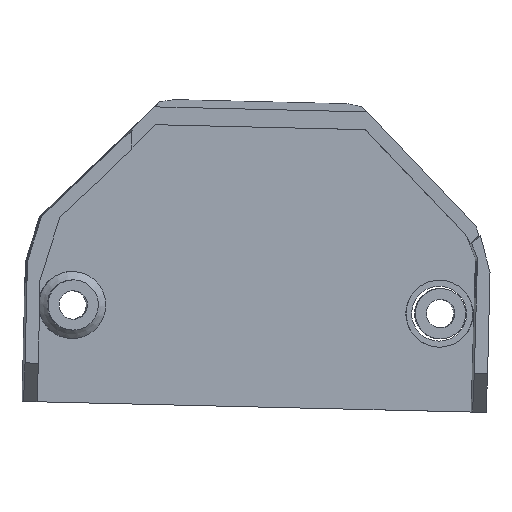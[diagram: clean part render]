
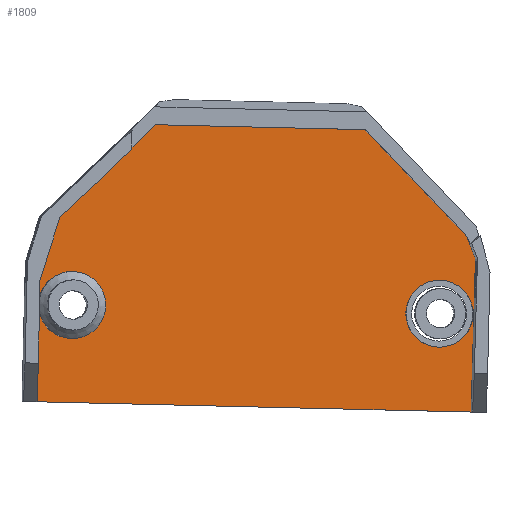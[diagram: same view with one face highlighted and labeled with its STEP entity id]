
A CAD part, front view. The second image highlights one B-rep face of the part: STEP entity #1809.
In plain terms, the highlighted planar face has unit normal (0.016, -1, 0).
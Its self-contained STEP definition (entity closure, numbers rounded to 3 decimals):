
#25=CIRCLE('',#1909,4.);
#26=CIRCLE('',#1910,4.);
#46=FACE_BOUND('',#156,.T.);
#47=FACE_BOUND('',#157,.T.);
#67=FACE_OUTER_BOUND('',#155,.T.);
#155=EDGE_LOOP('',(#1262,#1263,#1264,#1265,#1266,#1267,#1268));
#156=EDGE_LOOP('',(#1269));
#157=EDGE_LOOP('',(#1270));
#294=LINE('',#2566,#544);
#296=LINE('',#2570,#546);
#302=LINE('',#2582,#552);
#303=LINE('',#2584,#553);
#304=LINE('',#2586,#554);
#305=LINE('',#2588,#555);
#306=LINE('',#2589,#556);
#544=VECTOR('',#2067,10.);
#546=VECTOR('',#2071,10.);
#552=VECTOR('',#2083,10.);
#553=VECTOR('',#2084,10.);
#554=VECTOR('',#2085,10.);
#555=VECTOR('',#2086,10.);
#556=VECTOR('',#2087,10.);
#789=VERTEX_POINT('',#2563);
#790=VERTEX_POINT('',#2565);
#791=VERTEX_POINT('',#2569);
#794=VERTEX_POINT('',#2581);
#795=VERTEX_POINT('',#2583);
#796=VERTEX_POINT('',#2585);
#797=VERTEX_POINT('',#2587);
#798=VERTEX_POINT('',#2590);
#799=VERTEX_POINT('',#2592);
#972=EDGE_CURVE('',#789,#790,#294,.T.);
#974=EDGE_CURVE('',#791,#790,#296,.T.);
#980=EDGE_CURVE('',#794,#789,#302,.T.);
#981=EDGE_CURVE('',#794,#795,#303,.T.);
#982=EDGE_CURVE('',#796,#795,#304,.F.);
#983=EDGE_CURVE('',#797,#796,#305,.T.);
#984=EDGE_CURVE('',#797,#791,#306,.T.);
#985=EDGE_CURVE('',#798,#798,#25,.T.);
#986=EDGE_CURVE('',#799,#799,#26,.T.);
#1262=ORIENTED_EDGE('',*,*,#980,.F.);
#1263=ORIENTED_EDGE('',*,*,#981,.T.);
#1264=ORIENTED_EDGE('',*,*,#982,.F.);
#1265=ORIENTED_EDGE('',*,*,#983,.F.);
#1266=ORIENTED_EDGE('',*,*,#984,.T.);
#1267=ORIENTED_EDGE('',*,*,#974,.T.);
#1268=ORIENTED_EDGE('',*,*,#972,.F.);
#1269=ORIENTED_EDGE('',*,*,#985,.T.);
#1270=ORIENTED_EDGE('',*,*,#986,.F.);
#1734=PLANE('',#1908);
#1809=ADVANCED_FACE('',(#67,#46,#47),#1734,.F.);
#1908=AXIS2_PLACEMENT_3D('',#2580,#2081,#2082);
#1909=AXIS2_PLACEMENT_3D('',#2591,#2088,#2089);
#1910=AXIS2_PLACEMENT_3D('',#2593,#2090,#2091);
#2067=DIRECTION('',(1.,0.016,-0.024));
#2071=DIRECTION('',(-0.69,-0.011,0.724));
#2081=DIRECTION('center_axis',(-0.016,1.,0.));
#2082=DIRECTION('ref_axis',(1.,0.016,-0.024));
#2083=DIRECTION('',(0.724,0.012,0.69));
#2084=DIRECTION('',(-0.019,0.,-1.));
#2085=DIRECTION('',(1.,0.016,-0.024));
#2086=DIRECTION('',(-0.028,0.,-1.));
#2087=DIRECTION('',(-0.359,-0.006,0.933));
#2088=DIRECTION('center_axis',(-0.016,1.,0.));
#2089=DIRECTION('ref_axis',(1.,0.016,-0.024));
#2090=DIRECTION('center_axis',(0.016,-1.,0.));
#2091=DIRECTION('ref_axis',(-1.,-0.016,0.024));
#2563=CARTESIAN_POINT('',(-4.385,38.371,15.443));
#2565=CARTESIAN_POINT('',(20.625,38.769,14.852));
#2566=CARTESIAN_POINT('',(15.872,38.693,14.964));
#2569=CARTESIAN_POINT('',(32.847,38.963,2.036));
#2570=CARTESIAN_POINT('',(22.775,38.803,12.597));
#2580=CARTESIAN_POINT('Origin',(7.797,38.565,1.494));
#2581=CARTESIAN_POINT('',(-18.284,38.15,2.184));
#2582=CARTESIAN_POINT('',(-6.639,38.336,13.293));
#2583=CARTESIAN_POINT('',(-18.668,38.144,-17.628));
#2584=CARTESIAN_POINT('',(-18.355,38.149,-1.465));
#2585=CARTESIAN_POINT('',(33.329,38.97,-18.858));
#2586=CARTESIAN_POINT('',(20.136,38.76,-18.546));
#2587=CARTESIAN_POINT('',(33.84,38.978,-0.549));
#2588=CARTESIAN_POINT('',(33.78,38.977,-2.698));
#2589=CARTESIAN_POINT('',(31.574,38.942,5.348));
#2590=CARTESIAN_POINT('',(25.534,38.846,-7.022));
#2591=CARTESIAN_POINT('Origin',(29.532,38.91,-7.117));
#2592=CARTESIAN_POINT('',(-10.322,38.277,-6.174));
#2593=CARTESIAN_POINT('Origin',(-14.32,38.213,-6.08));
